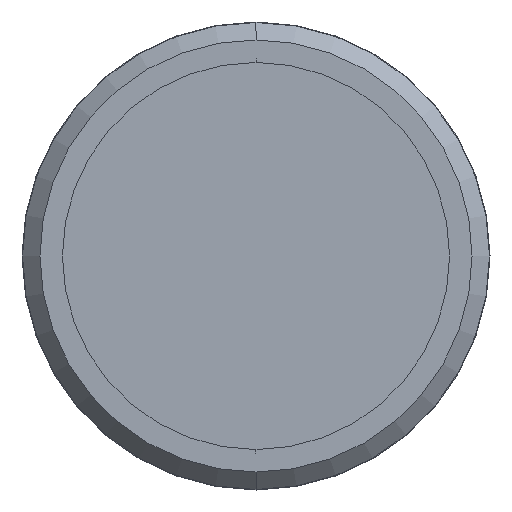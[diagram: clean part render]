
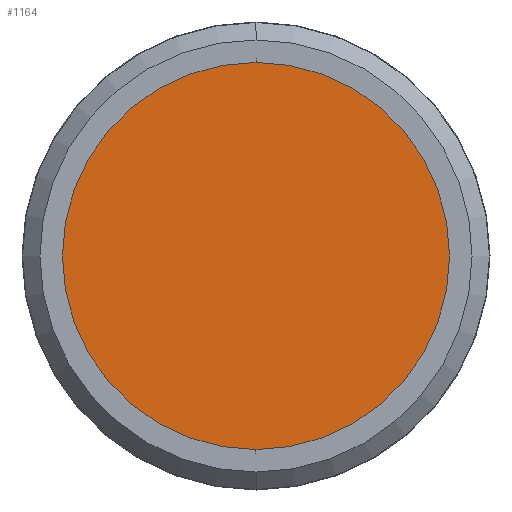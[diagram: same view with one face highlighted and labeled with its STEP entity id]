
A CAD part, front view. The second image highlights one B-rep face of the part: STEP entity #1164.
In plain terms, the highlighted planar face has unit normal (0, -1, 0).
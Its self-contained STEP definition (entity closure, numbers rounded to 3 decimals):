
#1164=ADVANCED_FACE('',(#2257),#2258,.T.);
#2257=FACE_OUTER_BOUND('',#3308,.T.);
#2258=PLANE('',#3309);
#3308=EDGE_LOOP('',(#6061,#6062));
#3309=AXIS2_PLACEMENT_3D('',#6063,#6064,#6065);
#6061=ORIENTED_EDGE('',*,*,#7092,.T.);
#6062=ORIENTED_EDGE('',*,*,#7110,.T.);
#6063=CARTESIAN_POINT('',(0.0,-0.01,6.204));
#6064=DIRECTION('',(0.0,-1.0,0.0));
#6065=DIRECTION('',(0.0,0.0,1.0));
#7092=EDGE_CURVE('',#8522,#8526,#8528,.T.);
#7110=EDGE_CURVE('',#8526,#8522,#8550,.T.);
#8522=VERTEX_POINT('',#10540);
#8526=VERTEX_POINT('',#10545);
#8528=CIRCLE('',#10548,12.408);
#8550=CIRCLE('',#10574,12.408);
#10540=CARTESIAN_POINT('',(0.0,-0.01,12.408));
#10545=CARTESIAN_POINT('',(0.,-0.01,-12.408));
#10548=AXIS2_PLACEMENT_3D('',#11975,#11976,#11977);
#10574=AXIS2_PLACEMENT_3D('',#12000,#12001,#12002);
#11975=CARTESIAN_POINT('',(0.0,-0.01,0.0));
#11976=DIRECTION('',(0.0,-1.0,0.0));
#11977=DIRECTION('',(0.0,0.0,1.0));
#12000=CARTESIAN_POINT('',(0.0,-0.01,0.0));
#12001=DIRECTION('',(0.0,-1.0,0.0));
#12002=DIRECTION('',(0.0,0.0,1.0));
